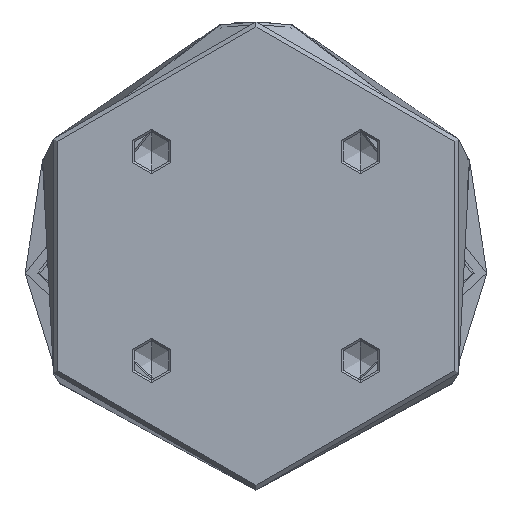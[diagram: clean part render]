
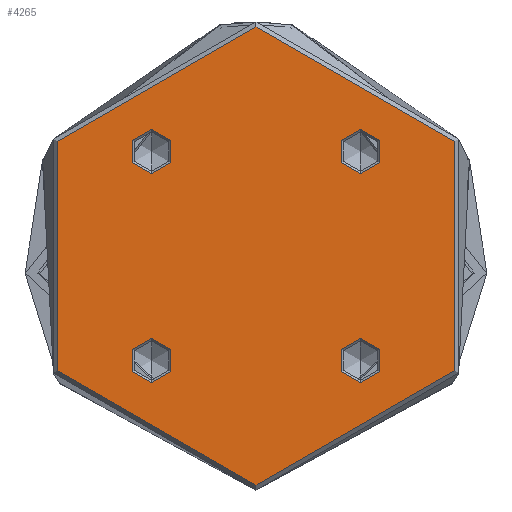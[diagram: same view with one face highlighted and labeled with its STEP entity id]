
A CAD part, front view. The second image highlights one B-rep face of the part: STEP entity #4265.
In plain terms, the highlighted face is planar.
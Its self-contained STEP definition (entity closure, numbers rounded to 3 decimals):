
#40 = EDGE_CURVE ( 'NONE', #7116, #1344, #4510, .T. ) ;
#159 = EDGE_CURVE ( 'NONE', #3910, #5554, #3546, .T. ) ;
#509 = ORIENTED_EDGE ( 'NONE', *, *, #6223, .T. ) ;
#623 = DIRECTION ( 'NONE',  ( 0., 0., -1. ) ) ;
#682 = EDGE_LOOP ( 'NONE', ( #1439, #6947 ) ) ;
#727 = AXIS2_PLACEMENT_3D ( 'NONE', #2443, #6852, #3058 ) ;
#735 = DIRECTION ( 'NONE',  ( 0., 0., -1. ) ) ;
#1056 = FACE_BOUND ( 'NONE', #5419, .T. ) ;
#1156 = CIRCLE ( 'NONE', #2768, 4.5 ) ;
#1254 = FACE_BOUND ( 'NONE', #5088, .T. ) ;
#1344 = VERTEX_POINT ( 'NONE', #3896 ) ;
#1387 = EDGE_LOOP ( 'NONE', ( #3231, #4244 ) ) ;
#1439 = ORIENTED_EDGE ( 'NONE', *, *, #40, .F. ) ;
#1468 = DIRECTION ( 'NONE',  ( -1., 0., 0. ) ) ;
#1566 = CARTESIAN_POINT ( 'NONE',  ( -21.213, -21.213, 0. ) ) ;
#1643 = DIRECTION ( 'NONE',  ( 0., 0., 1. ) ) ;
#1663 = CARTESIAN_POINT ( 'NONE',  ( 25.713, 21.213, 0. ) ) ;
#1852 = DIRECTION ( 'NONE',  ( 0., 0., 1. ) ) ;
#1868 = CARTESIAN_POINT ( 'NONE',  ( -21.213, -21.213, 0. ) ) ;
#1910 = CARTESIAN_POINT ( 'NONE',  ( 16.713, -21.213, 0. ) ) ;
#1937 = DIRECTION ( 'NONE',  ( 0., 0., 1. ) ) ;
#2057 = AXIS2_PLACEMENT_3D ( 'NONE', #5679, #1937, #6324 ) ;
#2058 = ORIENTED_EDGE ( 'NONE', *, *, #4774, .T. ) ;
#2064 = ORIENTED_EDGE ( 'NONE', *, *, #3085, .T. ) ;
#2196 = DIRECTION ( 'NONE',  ( -1., 0., 0. ) ) ;
#2443 = CARTESIAN_POINT ( 'NONE',  ( 21.213, 21.213, 0. ) ) ;
#2678 = CARTESIAN_POINT ( 'NONE',  ( 46.5, 0., 0. ) ) ;
#2697 = FACE_OUTER_BOUND ( 'NONE', #1387, .T. ) ;
#2768 = AXIS2_PLACEMENT_3D ( 'NONE', #3240, #7668, #3869 ) ;
#2802 = VERTEX_POINT ( 'NONE', #7664 ) ;
#3058 = DIRECTION ( 'NONE',  ( 1., 0., 0. ) ) ;
#3085 = EDGE_CURVE ( 'NONE', #6649, #4302, #8165, .T. ) ;
#3104 = DIRECTION ( 'NONE',  ( 0., 0., -1. ) ) ;
#3219 = AXIS2_PLACEMENT_3D ( 'NONE', #5597, #1852, #6236 ) ;
#3231 = ORIENTED_EDGE ( 'NONE', *, *, #8055, .T. ) ;
#3240 = CARTESIAN_POINT ( 'NONE',  ( -21.213, 21.213, 0. ) ) ;
#3411 = AXIS2_PLACEMENT_3D ( 'NONE', #6912, #3104, #7538 ) ;
#3461 = CIRCLE ( 'NONE', #2057, 46.5 ) ;
#3546 = CIRCLE ( 'NONE', #7115, 46.5 ) ;
#3679 = CIRCLE ( 'NONE', #5389, 4.5 ) ;
#3869 = DIRECTION ( 'NONE',  ( -1., 0., 0. ) ) ;
#3896 = CARTESIAN_POINT ( 'NONE',  ( -16.713, -21.213, 0. ) ) ;
#3910 = VERTEX_POINT ( 'NONE', #2678 ) ;
#4008 = EDGE_CURVE ( 'NONE', #1344, #7116, #3679, .T. ) ;
#4122 = AXIS2_PLACEMENT_3D ( 'NONE', #1868, #1643, #1468 ) ;
#4156 = CARTESIAN_POINT ( 'NONE',  ( 16.713, 21.213, 0. ) ) ;
#4244 = ORIENTED_EDGE ( 'NONE', *, *, #159, .T. ) ;
#4265 = ADVANCED_FACE ( 'NONE', ( #7727, #1254, #1056, #7543, #2697 ), #5629, .F. ) ;
#4266 = CARTESIAN_POINT ( 'NONE',  ( -16.713, 21.213, 0. ) ) ;
#4302 = VERTEX_POINT ( 'NONE', #1910 ) ;
#4361 = CARTESIAN_POINT ( 'NONE',  ( -21.213, 21.213, 0. ) ) ;
#4365 = DIRECTION ( 'NONE',  ( -1., 0., 0. ) ) ;
#4465 = CARTESIAN_POINT ( 'NONE',  ( 21.213, -21.213, 0. ) ) ;
#4510 = CIRCLE ( 'NONE', #4122, 4.5 ) ;
#4569 = AXIS2_PLACEMENT_3D ( 'NONE', #4465, #735, #5102 ) ;
#4774 = EDGE_CURVE ( 'NONE', #4302, #6649, #5545, .T. ) ;
#4994 = DIRECTION ( 'NONE',  ( -1., 0., 0. ) ) ;
#5088 = EDGE_LOOP ( 'NONE', ( #509, #5655 ) ) ;
#5102 = DIRECTION ( 'NONE',  ( 1., 0., 0. ) ) ;
#5211 = VERTEX_POINT ( 'NONE', #4266 ) ;
#5343 = AXIS2_PLACEMENT_3D ( 'NONE', #4361, #623, #4994 ) ;
#5389 = AXIS2_PLACEMENT_3D ( 'NONE', #1566, #5952, #2196 ) ;
#5419 = EDGE_LOOP ( 'NONE', ( #2064, #2058 ) ) ;
#5545 = CIRCLE ( 'NONE', #4569, 4.5 ) ;
#5554 = VERTEX_POINT ( 'NONE', #7194 ) ;
#5597 = CARTESIAN_POINT ( 'NONE',  ( 21.213, 21.213, 0. ) ) ;
#5629 = PLANE ( 'NONE',  #6790 ) ;
#5655 = ORIENTED_EDGE ( 'NONE', *, *, #5765, .T. ) ;
#5679 = CARTESIAN_POINT ( 'NONE',  ( 0., 0., 0. ) ) ;
#5704 = EDGE_CURVE ( 'NONE', #7760, #7773, #7173, .T. ) ;
#5765 = EDGE_CURVE ( 'NONE', #5211, #2802, #6967, .T. ) ;
#5952 = DIRECTION ( 'NONE',  ( 0., 0., 1. ) ) ;
#6223 = EDGE_CURVE ( 'NONE', #2802, #5211, #1156, .T. ) ;
#6236 = DIRECTION ( 'NONE',  ( 1., 0., 0. ) ) ;
#6324 = DIRECTION ( 'NONE',  ( 1., 0., 0. ) ) ;
#6392 = ORIENTED_EDGE ( 'NONE', *, *, #7011, .F. ) ;
#6422 = EDGE_LOOP ( 'NONE', ( #7016, #6392 ) ) ;
#6455 = CIRCLE ( 'NONE', #727, 4.5 ) ;
#6649 = VERTEX_POINT ( 'NONE', #8121 ) ;
#6727 = CARTESIAN_POINT ( 'NONE',  ( 0., 0., 0. ) ) ;
#6790 = AXIS2_PLACEMENT_3D ( 'NONE', #6923, #7523, #4365 ) ;
#6852 = DIRECTION ( 'NONE',  ( 0., 0., 1. ) ) ;
#6912 = CARTESIAN_POINT ( 'NONE',  ( 21.213, -21.213, 0. ) ) ;
#6923 = CARTESIAN_POINT ( 'NONE',  ( 0., 0., 0. ) ) ;
#6947 = ORIENTED_EDGE ( 'NONE', *, *, #4008, .F. ) ;
#6967 = CIRCLE ( 'NONE', #5343, 4.5 ) ;
#7011 = EDGE_CURVE ( 'NONE', #7773, #7760, #6455, .T. ) ;
#7016 = ORIENTED_EDGE ( 'NONE', *, *, #5704, .F. ) ;
#7085 = DIRECTION ( 'NONE',  ( 0., 0., 1. ) ) ;
#7115 = AXIS2_PLACEMENT_3D ( 'NONE', #6727, #7085, #8001 ) ;
#7116 = VERTEX_POINT ( 'NONE', #8138 ) ;
#7173 = CIRCLE ( 'NONE', #3219, 4.5 ) ;
#7194 = CARTESIAN_POINT ( 'NONE',  ( -46.5, 0., 0. ) ) ;
#7523 = DIRECTION ( 'NONE',  ( 0., 0., -1. ) ) ;
#7538 = DIRECTION ( 'NONE',  ( 1., 0., 0. ) ) ;
#7543 = FACE_BOUND ( 'NONE', #6422, .T. ) ;
#7664 = CARTESIAN_POINT ( 'NONE',  ( -25.713, 21.213, 0. ) ) ;
#7668 = DIRECTION ( 'NONE',  ( 0., 0., -1. ) ) ;
#7727 = FACE_BOUND ( 'NONE', #682, .T. ) ;
#7760 = VERTEX_POINT ( 'NONE', #1663 ) ;
#7773 = VERTEX_POINT ( 'NONE', #4156 ) ;
#8001 = DIRECTION ( 'NONE',  ( 1., 0., 0. ) ) ;
#8055 = EDGE_CURVE ( 'NONE', #5554, #3910, #3461, .T. ) ;
#8121 = CARTESIAN_POINT ( 'NONE',  ( 25.713, -21.213, 0. ) ) ;
#8138 = CARTESIAN_POINT ( 'NONE',  ( -25.713, -21.213, 0. ) ) ;
#8165 = CIRCLE ( 'NONE', #3411, 4.5 ) ;
